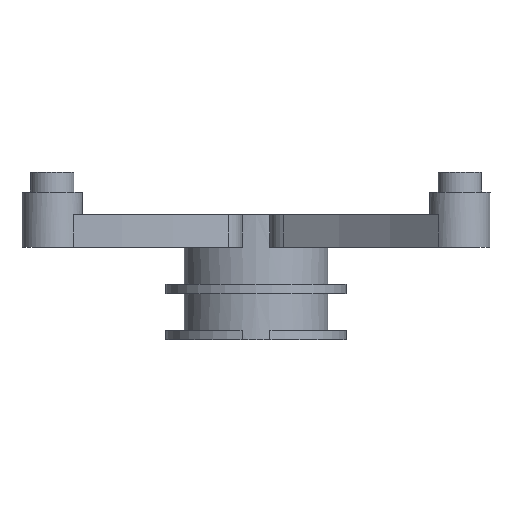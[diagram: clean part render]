
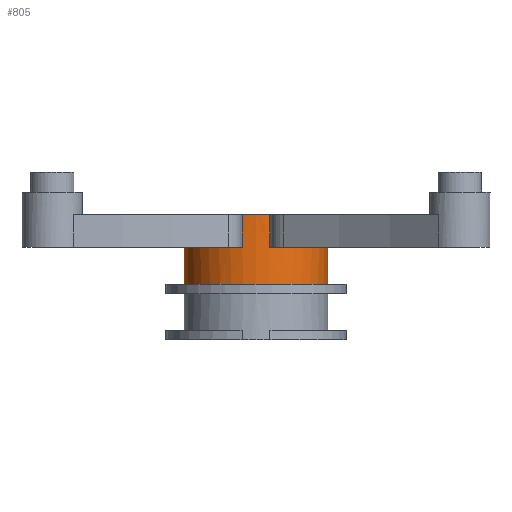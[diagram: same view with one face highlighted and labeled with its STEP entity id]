
A CAD part, front view. The second image highlights one B-rep face of the part: STEP entity #805.
In plain terms, the highlighted cylindrical face has radius 7.75 mm (diameter 15.5 mm), a full revolution.
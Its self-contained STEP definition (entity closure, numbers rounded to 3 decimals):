
#43=FACE_OUTER_BOUND('',#92,.T.);
#92=EDGE_LOOP('',(#530,#531,#532,#533,#534,#535,#536,#537));
#149=LINE('',#1285,#202);
#150=LINE('',#1289,#203);
#151=LINE('',#1293,#204);
#202=VECTOR('',#993,7.75);
#203=VECTOR('',#996,10.);
#204=VECTOR('',#999,10.);
#255=CIRCLE('',#869,7.75);
#256=CIRCLE('',#870,7.75);
#257=CIRCLE('',#871,7.75);
#258=CIRCLE('',#872,7.75);
#325=VERTEX_POINT('',#1282);
#326=VERTEX_POINT('',#1284);
#327=VERTEX_POINT('',#1286);
#328=VERTEX_POINT('',#1288);
#329=VERTEX_POINT('',#1290);
#330=VERTEX_POINT('',#1292);
#407=EDGE_CURVE('',#325,#325,#255,.T.);
#408=EDGE_CURVE('',#325,#326,#149,.T.);
#409=EDGE_CURVE('',#326,#327,#256,.T.);
#410=EDGE_CURVE('',#327,#328,#150,.T.);
#411=EDGE_CURVE('',#328,#329,#257,.T.);
#412=EDGE_CURVE('',#329,#330,#151,.T.);
#413=EDGE_CURVE('',#330,#326,#258,.T.);
#530=ORIENTED_EDGE('',*,*,#407,.T.);
#531=ORIENTED_EDGE('',*,*,#408,.T.);
#532=ORIENTED_EDGE('',*,*,#409,.T.);
#533=ORIENTED_EDGE('',*,*,#410,.T.);
#534=ORIENTED_EDGE('',*,*,#411,.T.);
#535=ORIENTED_EDGE('',*,*,#412,.T.);
#536=ORIENTED_EDGE('',*,*,#413,.T.);
#537=ORIENTED_EDGE('',*,*,#408,.F.);
#776=CYLINDRICAL_SURFACE('',#868,7.75);
#805=ADVANCED_FACE('',(#43),#776,.T.);
#868=AXIS2_PLACEMENT_3D('',#1281,#989,#990);
#869=AXIS2_PLACEMENT_3D('',#1283,#991,#992);
#870=AXIS2_PLACEMENT_3D('',#1287,#994,#995);
#871=AXIS2_PLACEMENT_3D('',#1291,#997,#998);
#872=AXIS2_PLACEMENT_3D('',#1294,#1000,#1001);
#989=DIRECTION('center_axis',(0.,0.,-1.));
#990=DIRECTION('ref_axis',(0.,1.,0.));
#991=DIRECTION('center_axis',(0.,0.,1.));
#992=DIRECTION('ref_axis',(0.,1.,0.));
#993=DIRECTION('',(0.,0.,1.));
#994=DIRECTION('center_axis',(0.,0.,-1.));
#995=DIRECTION('ref_axis',(0.,1.,0.));
#996=DIRECTION('',(0.,0.,-1.));
#997=DIRECTION('center_axis',(0.,0.,-1.));
#998=DIRECTION('ref_axis',(0.,1.,0.));
#999=DIRECTION('',(0.,0.,1.));
#1000=DIRECTION('center_axis',(0.,0.,-1.));
#1001=DIRECTION('ref_axis',(0.,1.,0.));
#1281=CARTESIAN_POINT('Origin',(0.,0.,-1.1));
#1282=CARTESIAN_POINT('',(0.,-7.75,-10.1));
#1283=CARTESIAN_POINT('Origin',(0.,0.,-10.1));
#1284=CARTESIAN_POINT('',(0.,-7.75,-2.6));
#1285=CARTESIAN_POINT('',(0.,-7.75,-1.1));
#1286=CARTESIAN_POINT('',(-1.5,-7.603,-2.6));
#1287=CARTESIAN_POINT('Origin',(0.,0.,-2.6));
#1288=CARTESIAN_POINT('',(-1.5,-7.603,-6.1));
#1289=CARTESIAN_POINT('',(-1.5,-7.603,-1.1));
#1290=CARTESIAN_POINT('',(1.5,-7.603,-6.1));
#1291=CARTESIAN_POINT('Origin',(0.,0.,-6.1));
#1292=CARTESIAN_POINT('',(1.5,-7.603,-2.6));
#1293=CARTESIAN_POINT('',(1.5,-7.603,-1.1));
#1294=CARTESIAN_POINT('Origin',(0.,0.,-2.6));
